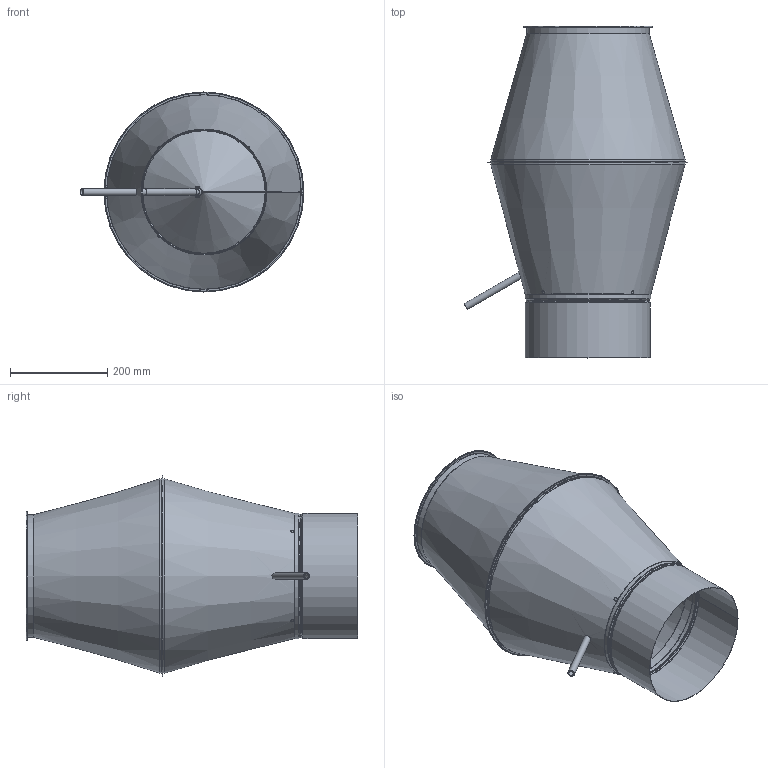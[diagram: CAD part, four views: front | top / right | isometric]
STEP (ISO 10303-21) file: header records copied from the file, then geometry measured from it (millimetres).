
FILE_DESCRIPTION(/* description */ ('Underdel HJHR'),/* implementation_level */ '2;1');
FILE_NAME(/* name */ 'HJHR-05.stp',/* time_stamp */ '2016-05-23T17:26:36+02:00',/* author */ ('CAD'),/* organization */ (''),/* preprocessor_version */ 'ST-DEVELOPER v15.6',/* originating_system */ 'Autodesk Inventor 2015',/* authorisation */ '');
FILE_SCHEMA (('AUTOMOTIVE_DESIGN { 1 0 10303 214 3 1 1 }'));
Length unit declared in the file: millimetre
Products named in the file (10): HJH-AA-14; HJH-AB-11; HJH-AC-05; HJH-AD-05; HML-250; Slang-HJH-250; Slangklämma; BlindnitmutterM6; HNGN-250; HJHR-05
Bounding box: 460.26 x 682 x 411.2 mm (x, y, z)
Volume: 583154.7 mm3; surface area: 1825470.1 mm2
Topology: 11 solids, 11 shells, 253 faces, 546 edges, 307 vertices
Faces by surface type: plane 125, cylinder 59, cone 34, torus 30, bspline 5
Full cylindrical faces by diameter (mm): 10 x3, 14 x2, 250.5 x1, 251.5 x1, 251.7 x1, 251.8 x1, 253 x1, 255.8 x2, 257 x2, 257.5 x1, 258.7 x1, 261.05 x1, 398 x2, 399.2 x2, 400 x1, 408 x1
Entity records: 7006 total; most frequent: CARTESIAN_POINT 1576, DIRECTION 1154, ORIENTED_EDGE 962, EDGE_CURVE 481, AXIS2_PLACEMENT_3D 459, VERTEX_POINT 274, EDGE_LOOP 243, LINE 236
